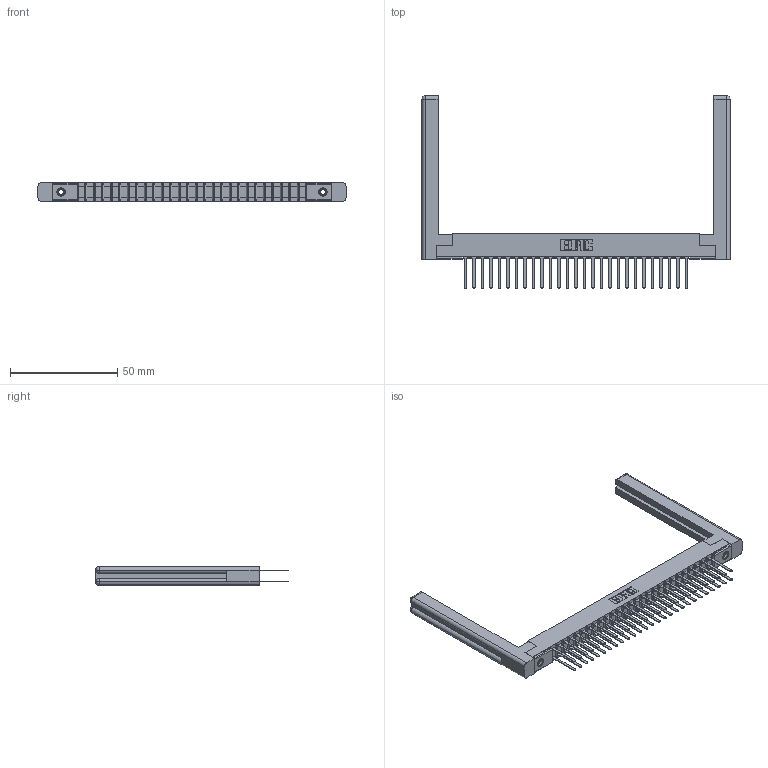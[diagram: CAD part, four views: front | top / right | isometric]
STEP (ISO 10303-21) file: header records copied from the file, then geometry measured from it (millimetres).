
FILE_DESCRIPTION (( 'STEP AP203' ), '1' );
FILE_NAME ('357-054-442-258.STEP', '2020-10-04T08:49:46', ( '' ), ( '' ), 'SwSTEP 2.0', 'SolidWorks 2020', '' );
FILE_SCHEMA (( 'CONFIG_CONTROL_DESIGN' ));
Length unit declared in the file: inch
Products named in the file (5): 357-054-442-258; 345-250-001_345-250-001-102; 307-290-001_542; 307 Part_.156 Dia Mounting Holes; 307-220-058
Assembly tree (59 placements, depth 2):
  357-054-442-258
    307 Part_.156 Dia Mounting Holes
    307-290-001_542  x54
    307-220-058  x2
    345-250-001_345-250-001-102  x2
Bounding box: 143.61 x 89.74 x 8.71 mm (x, y, z)
Volume: 17286.1 mm3; surface area: 23453.9 mm2
Topology: 59 solids, 59 shells, 2772 faces, 7697 edges, 4970 vertices
Faces by surface type: plane 1828, cylinder 864, sphere 56, torus 12, cone 12
Entity records: 28461 total; most frequent: CARTESIAN_POINT 4678, ORIENTED_EDGE 4576, DIRECTION 4546, EDGE_CURVE 2288, LINE 1746, VECTOR 1746, VERTEX_POINT 1478, AXIS2_PLACEMENT_3D 1400
